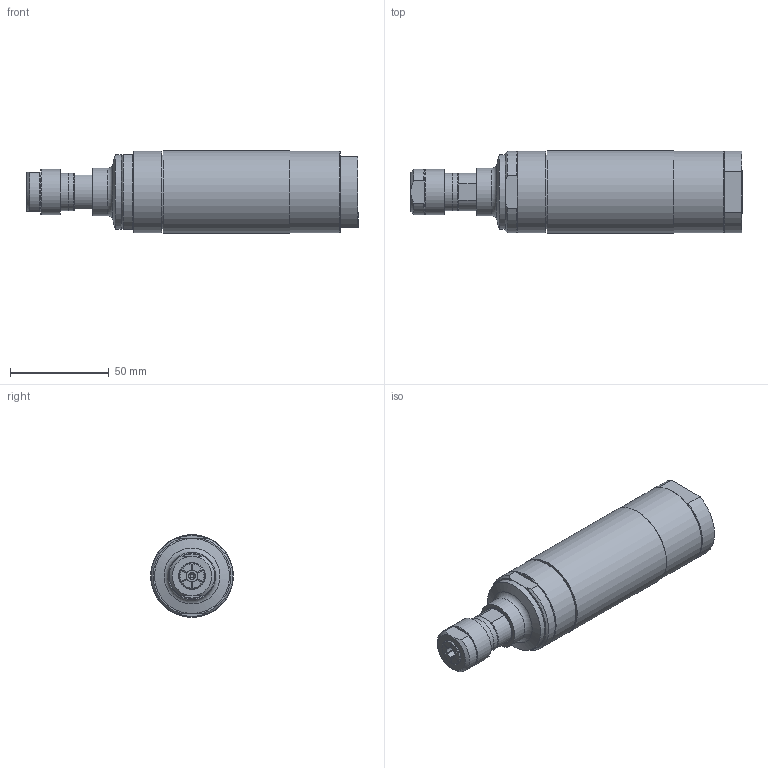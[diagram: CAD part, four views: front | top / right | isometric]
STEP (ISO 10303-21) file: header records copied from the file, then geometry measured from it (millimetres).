
FILE_DESCRIPTION(/* description */ ('EBM 2400 S'),/* implementation_level */ '2;1');
FILE_NAME(/* name */ 'EBM 2400 S_60003637.stp',/* time_stamp */ '2024-04-22T10:25:17+02:00',/* author */ ('DSteinicke'),/* organization */ (''),/* preprocessor_version */ 'ST-DEVELOPER v20',/* originating_system */ 'Autodesk Inventor 2024',/* authorisation */ '');
FILE_SCHEMA (('AUTOMOTIVE_DESIGN { 1 0 10303 214 3 1 1 }'));
Length unit declared in the file: millimetre
Products named in the file (1): 60003637
Bounding box: 168.42 x 42 x 42 mm (x, y, z)
Volume: 181112.8 mm3; surface area: 27238.4 mm2
Topology: 1 solids, 1 shells, 285 faces, 813 edges, 519 vertices
Faces by surface type: plane 162, cone 62, cylinder 51, bspline 7, torus 3
Full cylindrical faces by diameter (mm): 1.6 x1, 6 x1, 10.5 x1, 11.445 x2, 13.2 x1, 17.917 x1, 18.98 x1, 19 x1, 19.2 x1, 20.3 x1, 23 x1, 24 x1, 34.559 x1, 37.99 x1, 38 x1, 41.5 x2, 42 x1
Entity records: 9692 total; most frequent: CARTESIAN_POINT 2132, ORIENTED_EDGE 1626, DIRECTION 1455, EDGE_CURVE 813, AXIS2_PLACEMENT_3D 540, VERTEX_POINT 519, LINE 375, VECTOR 375
